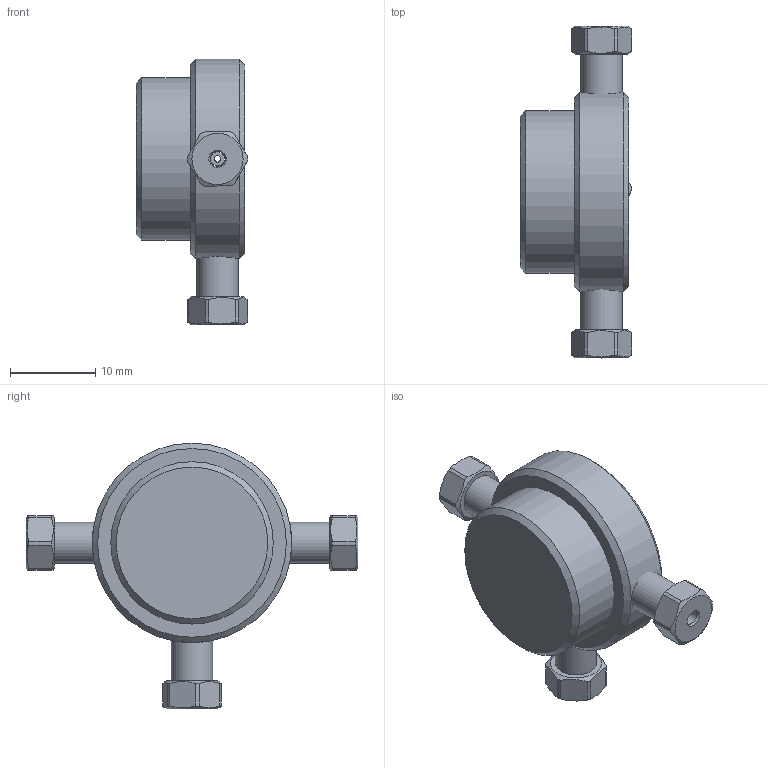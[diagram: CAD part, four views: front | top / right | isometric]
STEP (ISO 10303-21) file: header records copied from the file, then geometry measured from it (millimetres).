
FILE_DESCRIPTION((''),'2;1');
FILE_NAME('305021-ZT1 Tee.stp','2013-08-23T12:58:21',('Franzp'),(''),'Autodesk Inventor 2013','Autodesk Inventor 2013','');
FILE_SCHEMA(('AUTOMOTIVE_DESIGN { 1 0 10303 214 1 1 1 1 }'));
Length unit declared in the file: millimetre
Products named in the file (1): 305021_Shrinkwrap_1
Bounding box: 13.07 x 38.88 x 31.13 mm (x, y, z)
Surface area: 2420.3 mm2 (no closed solid volume)
Topology: 0 solids, 6 shells, 69 faces, 188 edges, 127 vertices
Faces by surface type: plane 30, cylinder 27, cone 12
Full cylindrical faces by diameter (mm): 0.75 x1, 1.727 x3, 4.826 x3, 19.02 x1, 23.368 x1
Entity records: 2191 total; most frequent: CARTESIAN_POINT 521, DIRECTION 330, ORIENTED_EDGE 288, EDGE_CURVE 156, AXIS2_PLACEMENT_3D 146, VERTEX_POINT 118, EDGE_LOOP 104, CIRCLE 70
